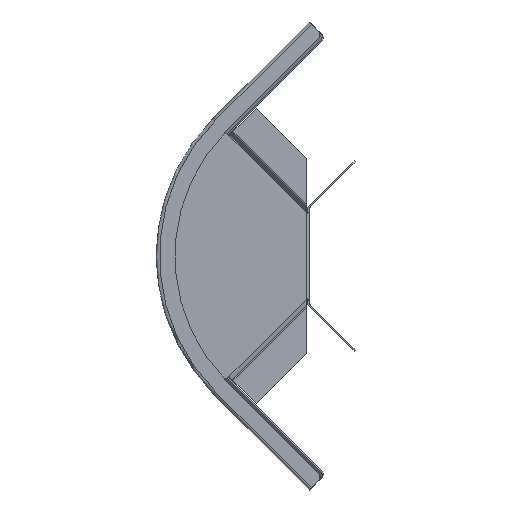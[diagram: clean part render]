
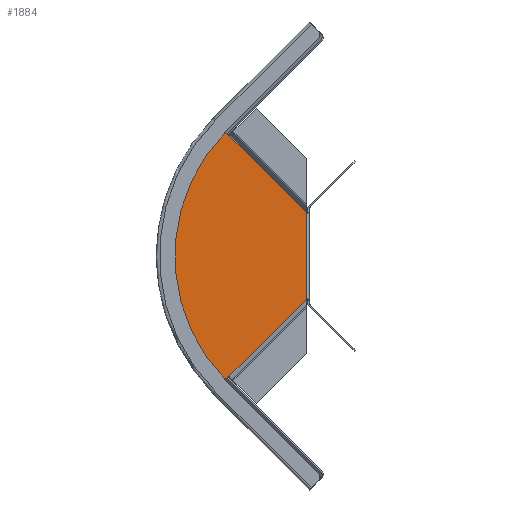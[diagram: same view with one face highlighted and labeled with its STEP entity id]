
A CAD part, front view. The second image highlights one B-rep face of the part: STEP entity #1884.
In plain terms, the highlighted face is planar.
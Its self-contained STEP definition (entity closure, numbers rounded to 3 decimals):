
#1275=CARTESIAN_POINT('',(-119.72,-2.209,0.));
#1311=DIRECTION('',(-0.924,-0.383,0.));
#1312=VECTOR('',#1311,0.879);
#1313=CARTESIAN_POINT('',(-150.717,74.922,0.));
#1314=LINE('',#1313,#1312);
#1399=DIRECTION('',(-0.924,0.383,0.));
#1400=VECTOR('',#1399,66.125);
#1401=CARTESIAN_POINT('',(-58.628,-27.514,0.));
#1402=LINE('',#1401,#1400);
#1403=DIRECTION('',(0.383,-0.924,0.));
#1404=VECTOR('',#1403,0.879);
#1405=CARTESIAN_POINT('',(17.83,5.107,0.));
#1406=LINE('',#1405,#1404);
#1407=CARTESIAN_POINT('',(-102.426,-46.854,0.));
#1408=DIRECTION('',(0.,0.,-1.));
#1409=DIRECTION('',(-0.37,0.929,0.));
#1410=AXIS2_PLACEMENT_3D('',#1407,#1408,#1409);
#1412=DIRECTION('',(-0.383,0.924,0.));
#1413=VECTOR('',#1412,15.);
#1414=CARTESIAN_POINT('',(-150.717,74.922,0.));
#1415=LINE('',#1414,#1413);
#1420=DIRECTION('',(0.924,0.383,0.));
#1421=VECTOR('',#1420,83.121);
#1422=CARTESIAN_POINT('',(-58.628,-27.514,0.));
#1423=LINE('',#1422,#1421);
#1427=CARTESIAN_POINT('',(-58.628,-27.514,0.));
#1514=DIRECTION('',(0.924,0.383,0.));
#1515=VECTOR('',#1514,15.);
#1516=CARTESIAN_POINT('',(17.83,5.107,0.));
#1517=LINE('',#1516,#1515);
#1522=DIRECTION('',(0.383,-0.924,0.));
#1523=VECTOR('',#1522,83.121);
#1524=CARTESIAN_POINT('',(-151.529,74.585,0.));
#1525=LINE('',#1524,#1523);
#1545=CARTESIAN_POINT('',(-151.529,74.585,0.));
#1546=VERTEX_POINT('',#1545);
#1547=CARTESIAN_POINT('',(-150.717,74.922,0.));
#1548=VERTEX_POINT('',#1547);
#1569=VERTEX_POINT('',#1275);
#1579=CARTESIAN_POINT('',(31.688,10.848,0.));
#1581=VERTEX_POINT('',#1579);
#1584=CARTESIAN_POINT('',(-156.457,88.78,0.));
#1585=VERTEX_POINT('',#1584);
#1595=VERTEX_POINT('',#1427);
#1597=CARTESIAN_POINT('',(18.166,4.296,0.));
#1599=VERTEX_POINT('',#1597);
#1606=CARTESIAN_POINT('',(17.83,5.107,0.));
#1607=VERTEX_POINT('',#1606);
#1865=CARTESIAN_POINT('',(-58.628,-27.514,0.));
#1866=DIRECTION('',(0.,0.,-1.));
#1867=DIRECTION('',(0.924,0.383,0.));
#1868=AXIS2_PLACEMENT_3D('',#1865,#1866,#1867);
#1869=PLANE('',#1868);
#1870=ORIENTED_EDGE('',*,*,#1694,.F.);
#1872=ORIENTED_EDGE('',*,*,#1871,.T.);
#1874=ORIENTED_EDGE('',*,*,#1873,.F.);
#1876=ORIENTED_EDGE('',*,*,#1875,.T.);
#1877=ORIENTED_EDGE('',*,*,#1856,.F.);
#1878=ORIENTED_EDGE('',*,*,#1846,.F.);
#1879=ORIENTED_EDGE('',*,*,#1736,.T.);
#1881=ORIENTED_EDGE('',*,*,#1880,.T.);
#1882=EDGE_LOOP('',(#1870,#1872,#1874,#1876,#1877,#1878,#1879,#1881));
#1883=FACE_OUTER_BOUND('',#1882,.F.);
#1884=ADVANCED_FACE('',(#1883),#1869,.T.);
#1411=CIRCLE('',#1410,146.);
#1694=EDGE_CURVE('',#1595,#1569,#1402,.T.);
#1736=EDGE_CURVE('',#1548,#1546,#1314,.T.);
#1846=EDGE_CURVE('',#1548,#1585,#1415,.T.);
#1856=EDGE_CURVE('',#1585,#1581,#1411,.T.);
#1871=EDGE_CURVE('',#1595,#1599,#1423,.T.);
#1873=EDGE_CURVE('',#1607,#1599,#1406,.T.);
#1875=EDGE_CURVE('',#1607,#1581,#1517,.T.);
#1880=EDGE_CURVE('',#1546,#1569,#1525,.T.);
